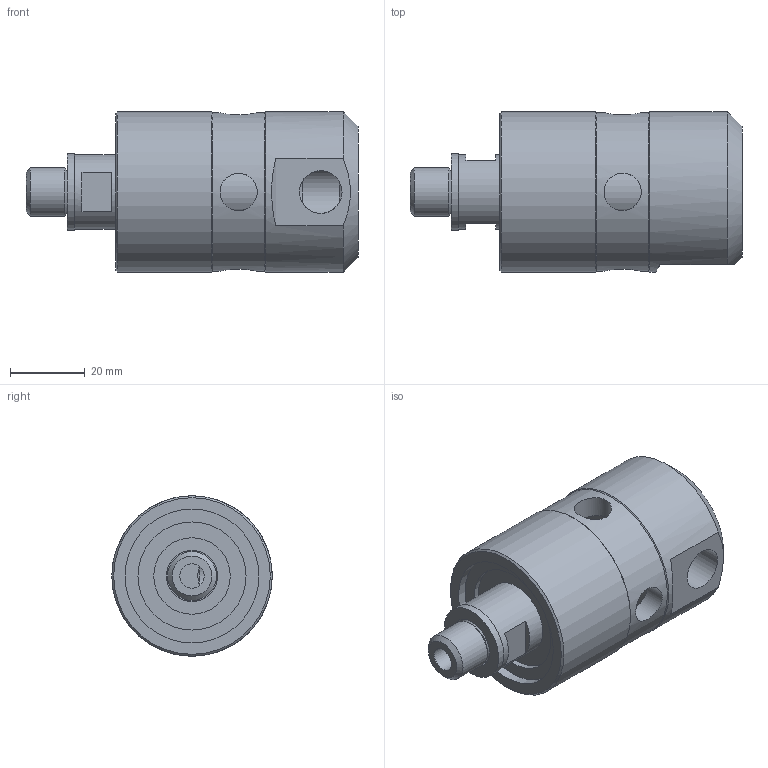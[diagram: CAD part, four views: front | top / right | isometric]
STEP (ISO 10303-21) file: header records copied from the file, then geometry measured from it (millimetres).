
FILE_DESCRIPTION(/* description */ (''),/* implementation_level */ '2;1');
FILE_NAME(/* name */ 'dghr_14.stp',/* time_stamp */ '2018-07-11T09:37:06+02:00',/* author */ ('leitheußer'),/* organization */ (''),/* preprocessor_version */ 'ST-DEVELOPER v15.6',/* originating_system */ 'Autodesk Inventor LT ',/* authorisation */ '');
FILE_SCHEMA (('AUTOMOTIVE_DESIGN { 1 0 10303 214 3 1 1 }'));
Length unit declared in the file: millimetre
Products named in the file (1): S08-1300-01R_
Bounding box: 89 x 43 x 43 mm (x, y, z)
Volume: 79159.5 mm3; surface area: 19805 mm2
Topology: 1 solids, 1 shells, 56 faces, 119 edges, 75 vertices
Faces by surface type: plane 23, cylinder 22, cone 8, torus 3
Full cylindrical faces by diameter (mm): 6.5 x1, 9 x1, 9.3 x1, 10 x4, 11 x1, 11.445 x1, 13.1 x1, 13.7 x1, 14.4 x1, 18 x1, 20 x1, 20.5 x1, 29 x1, 31 x1, 35.9 x1, 42.5 x1, 43 x2
Entity records: 1602 total; most frequent: CARTESIAN_POINT 511, DIRECTION 225, ORIENTED_EDGE 152, EDGE_LOOP 110, AXIS2_PLACEMENT_3D 105, EDGE_CURVE 76, VERTEX_POINT 66, FACE_OUTER_BOUND 56
